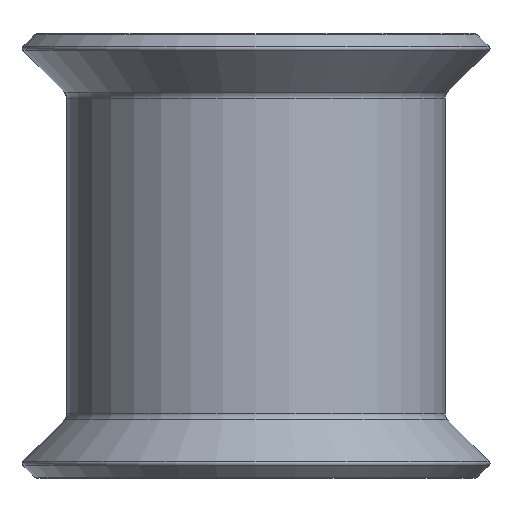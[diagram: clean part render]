
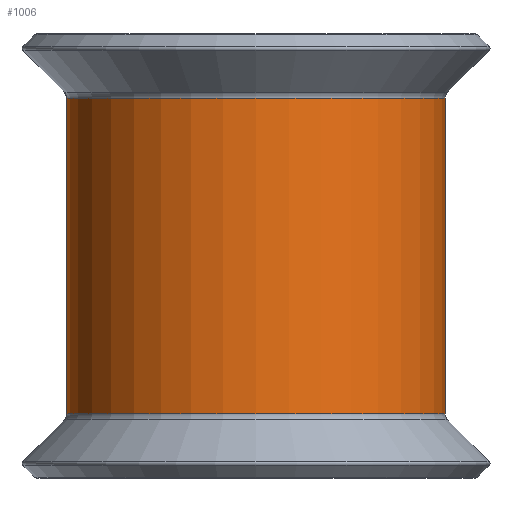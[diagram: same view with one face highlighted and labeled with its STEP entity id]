
A CAD part, front view. The second image highlights one B-rep face of the part: STEP entity #1006.
In plain terms, the highlighted cylindrical face has radius 5.397 mm (diameter 10.795 mm), a partial arc.
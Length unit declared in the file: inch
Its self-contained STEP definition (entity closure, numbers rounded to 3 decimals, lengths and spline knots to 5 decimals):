
#155 = CIRCLE ( 'NONE', #2138, 0.2125 ) ;
#241 = LINE ( 'NONE', #2315, #861 ) ;
#250 = CYLINDRICAL_SURFACE ( 'NONE', #1613, 0.2125 ) ;
#259 = DIRECTION ( 'NONE',  ( -1., 0., 0. ) ) ;
#308 = CARTESIAN_POINT ( 'NONE',  ( -0.025, -0.562, 0.25 ) ) ;
#310 = EDGE_CURVE ( 'NONE', #2654, #1091, #241, .T. ) ;
#478 = EDGE_LOOP ( 'NONE', ( #1458, #2453, #1805, #767 ) ) ;
#503 = CARTESIAN_POINT ( 'NONE',  ( -0.025, -0.562, -0.17722 ) ) ;
#661 = VERTEX_POINT ( 'NONE', #2397 ) ;
#712 = DIRECTION ( 'NONE',  ( 0., 0., -1. ) ) ;
#726 = CARTESIAN_POINT ( 'NONE',  ( 0.1875, -0.562, 0.17722 ) ) ;
#767 = ORIENTED_EDGE ( 'NONE', *, *, #1445, .T. ) ;
#861 = VECTOR ( 'NONE', #1241, 39.37008 ) ;
#867 = CARTESIAN_POINT ( 'NONE',  ( 0.1875, -0.562, 0.25 ) ) ;
#876 = AXIS2_PLACEMENT_3D ( 'NONE', #2003, #712, #2218 ) ;
#941 = DIRECTION ( 'NONE',  ( -1., 0., 0. ) ) ;
#1006 = ADVANCED_FACE ( 'NONE', ( #1950 ), #250, .T. ) ;
#1091 = VERTEX_POINT ( 'NONE', #1906 ) ;
#1241 = DIRECTION ( 'NONE',  ( 0., 0., -1. ) ) ;
#1445 = EDGE_CURVE ( 'NONE', #2654, #661, #155, .T. ) ;
#1458 = ORIENTED_EDGE ( 'NONE', *, *, #1729, .T. ) ;
#1515 = DIRECTION ( 'NONE',  ( 0., 0., -1. ) ) ;
#1613 = AXIS2_PLACEMENT_3D ( 'NONE', #867, #1515, #259 ) ;
#1729 = EDGE_CURVE ( 'NONE', #661, #2456, #2647, .T. ) ;
#1805 = ORIENTED_EDGE ( 'NONE', *, *, #310, .F. ) ;
#1906 = CARTESIAN_POINT ( 'NONE',  ( 0.1875, -0.3495, -0.17722 ) ) ;
#1932 = EDGE_CURVE ( 'NONE', #1091, #2456, #2304, .T. ) ;
#1950 = FACE_OUTER_BOUND ( 'NONE', #478, .T. ) ;
#2003 = CARTESIAN_POINT ( 'NONE',  ( 0.1875, -0.562, -0.17722 ) ) ;
#2095 = CARTESIAN_POINT ( 'NONE',  ( 0.1875, -0.3495, 0.17722 ) ) ;
#2138 = AXIS2_PLACEMENT_3D ( 'NONE', #726, #2233, #941 ) ;
#2218 = DIRECTION ( 'NONE',  ( -1., 0., 0. ) ) ;
#2233 = DIRECTION ( 'NONE',  ( 0., 0., -1. ) ) ;
#2304 = CIRCLE ( 'NONE', #876, 0.2125 ) ;
#2315 = CARTESIAN_POINT ( 'NONE',  ( 0.1875, -0.3495, 0.25 ) ) ;
#2342 = VECTOR ( 'NONE', #2446, 39.37008 ) ;
#2397 = CARTESIAN_POINT ( 'NONE',  ( -0.025, -0.562, 0.17722 ) ) ;
#2446 = DIRECTION ( 'NONE',  ( 0., 0., -1. ) ) ;
#2453 = ORIENTED_EDGE ( 'NONE', *, *, #1932, .F. ) ;
#2456 = VERTEX_POINT ( 'NONE', #503 ) ;
#2647 = LINE ( 'NONE', #308, #2342 ) ;
#2654 = VERTEX_POINT ( 'NONE', #2095 ) ;
